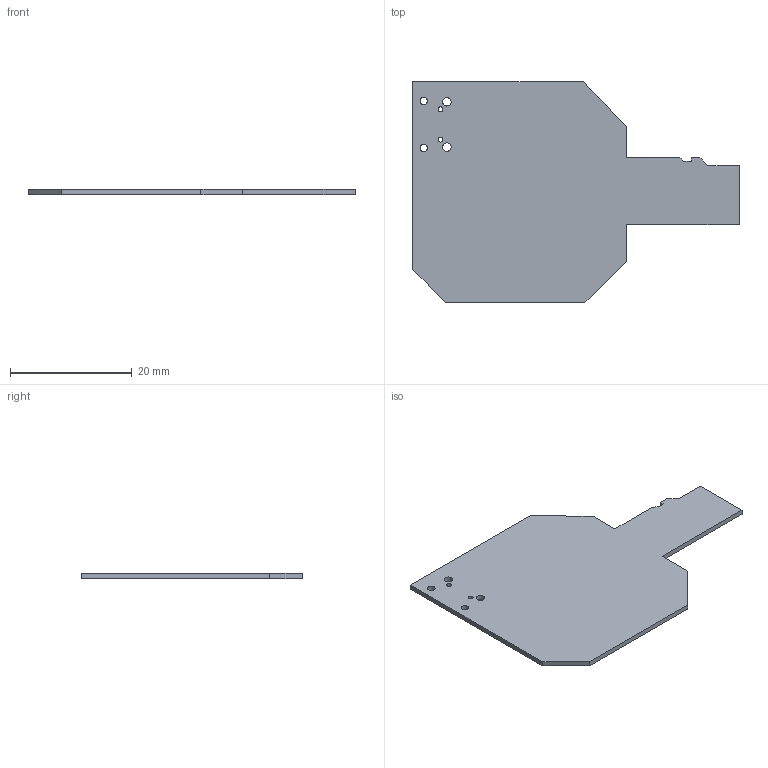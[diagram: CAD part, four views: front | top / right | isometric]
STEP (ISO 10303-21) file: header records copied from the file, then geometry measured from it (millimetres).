
FILE_DESCRIPTION(('KiCad electronic assembly'),'2;1');
FILE_NAME('sd-mux.step','2022-07-25T12:41:45',('Pcbnew'),('Kicad'), 'Open CASCADE STEP processor 7.5','KiCad to STEP converter','Unknown' );
FILE_SCHEMA(('AUTOMOTIVE_DESIGN { 1 0 10303 214 1 1 1 1 }'));
Length unit declared in the file: millimetre
Products named in the file (2): sd-mux 1; sd-mux PCB
Assembly tree (1 placements, depth 2):
  sd-mux 1
    sd-mux PCB
Bounding box: 53.65 x 36.3 x 0.82 mm (x, y, z)
Volume: 1154.4 mm3; surface area: 2955.2 mm2
Topology: 1 solids, 1 shells, 25 faces, 69 edges, 46 vertices
Faces by surface type: plane 19, cylinder 6
Full cylindrical faces by diameter (mm): 0.8 x2, 1.2 x2, 1.4 x2
Entity records: 1799 total; most frequent: CARTESIAN_POINT 352, DIRECTION 261, LINE 183, VECTOR 183, ORIENTED_EDGE 138, PCURVE 138, DEFINITIONAL_REPRESENTATION 138, EDGE_CURVE 69
